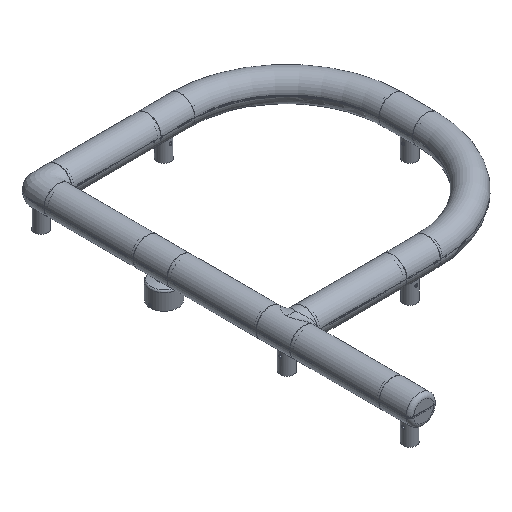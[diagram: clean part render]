
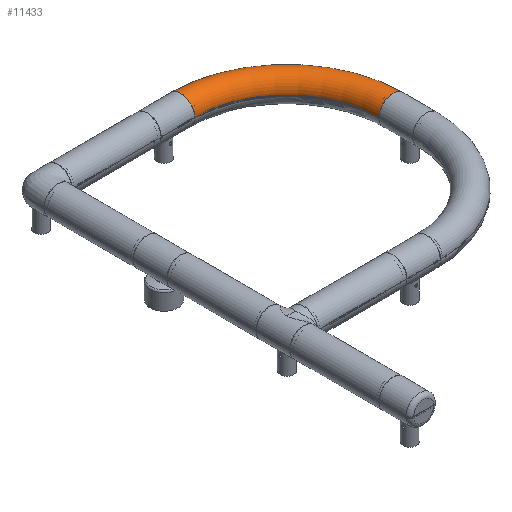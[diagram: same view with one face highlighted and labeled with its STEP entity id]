
A CAD part, isometric view. The second image highlights one B-rep face of the part: STEP entity #11433.
In plain terms, the highlighted toroidal (fillet/blend) face has major radius 94.8 mm and minor radius 12.5 mm.
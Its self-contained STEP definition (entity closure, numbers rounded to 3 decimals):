
#909=TOROIDAL_SURFACE('',#48013,94.8,12.5);
#11433=ADVANCED_FACE('',(#14901),#909,.T.);
#14901=FACE_OUTER_BOUND('',#17516,.T.);
#17516=EDGE_LOOP('',(#25214,#25215,#25216,#25217));
#25214=ORIENTED_EDGE('',*,*,#39811,.F.);
#25215=ORIENTED_EDGE('',*,*,#39813,.T.);
#25216=ORIENTED_EDGE('',*,*,#39809,.T.);
#25217=ORIENTED_EDGE('',*,*,#39814,.T.);
#34410=VERTEX_POINT('',#85404);
#34411=VERTEX_POINT('',#85406);
#34412=VERTEX_POINT('',#85410);
#34413=VERTEX_POINT('',#85412);
#39809=EDGE_CURVE('',#34410,#34411,#44469,.T.);
#39811=EDGE_CURVE('',#34412,#34413,#44470,.T.);
#39813=EDGE_CURVE('',#34412,#34410,#44471,.T.);
#39814=EDGE_CURVE('',#34411,#34413,#44472,.T.);
#44469=CIRCLE('',#48007,12.5);
#44470=CIRCLE('',#48009,12.5);
#44471=CIRCLE('',#48011,82.3);
#44472=CIRCLE('',#48012,107.3);
#48007=AXIS2_PLACEMENT_3D('',#85407,#56852,#56853);
#48009=AXIS2_PLACEMENT_3D('',#85411,#56857,#56858);
#48011=AXIS2_PLACEMENT_3D('',#85415,#56862,#56863);
#48012=AXIS2_PLACEMENT_3D('',#85416,#56864,#56865);
#48013=AXIS2_PLACEMENT_3D('',#85417,#56866,#56867);
#56852=DIRECTION('',(0.,1.,0.));
#56853=DIRECTION('',(-1.,0.,0.));
#56857=DIRECTION('',(-1.,0.,0.));
#56858=DIRECTION('',(0.,-1.,0.));
#56862=DIRECTION('',(0.,0.,-1.));
#56863=DIRECTION('',(-1.,0.,0.));
#56864=DIRECTION('',(0.,0.,1.));
#56865=DIRECTION('',(-1.,0.,0.));
#56866=DIRECTION('',(0.,0.,-1.));
#56867=DIRECTION('',(-1.,0.,0.));
#85404=CARTESIAN_POINT('',(207.325,234.975,0.));
#85406=CARTESIAN_POINT('',(232.325,234.975,0.));
#85407=CARTESIAN_POINT('',(219.825,234.975,0.));
#85410=CARTESIAN_POINT('',(125.05,317.25,0.));
#85411=CARTESIAN_POINT('',(125.05,329.75,0.));
#85412=CARTESIAN_POINT('',(125.05,342.25,0.));
#85415=CARTESIAN_POINT('',(125.025,234.95,0.));
#85416=CARTESIAN_POINT('',(125.025,234.95,0.));
#85417=CARTESIAN_POINT('',(125.025,234.95,0.));
